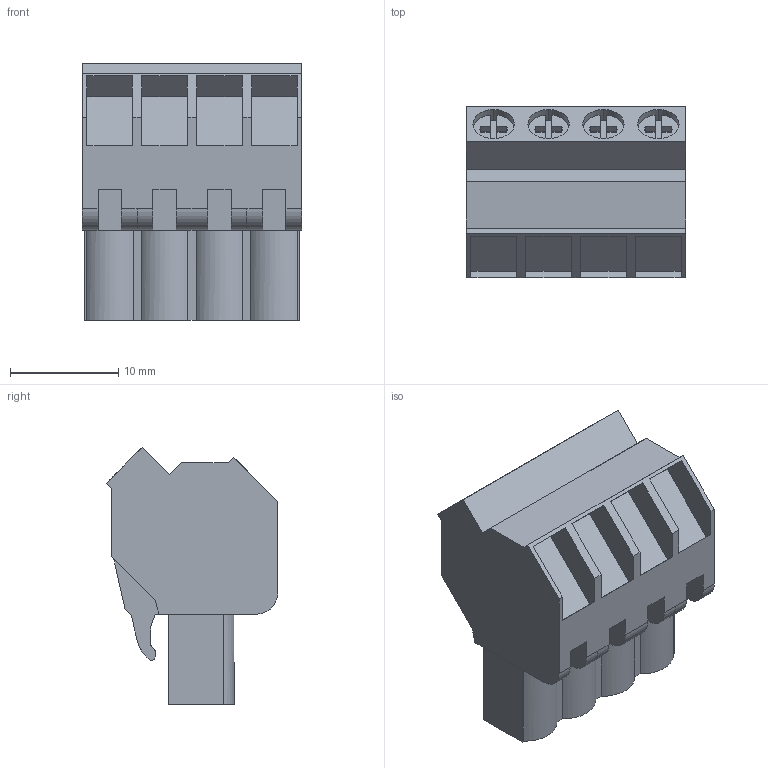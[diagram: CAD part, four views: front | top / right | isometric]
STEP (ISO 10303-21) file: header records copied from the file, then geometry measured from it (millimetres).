
FILE_DESCRIPTION(('CATIA V5 STEP Exchange','CAx-IF Rec.Pracs.--- Model Styling and Organization---1.2---2011-12-15'),'2;1');
FILE_NAME ('D1460079_0_1946580000_1946580000.stp','2017-09-23T15:29:44+00:00',('none'),('Weidmueller'),'CATIA Version 5-6 Release 2014','CATIA V5 STEP AP214','none');
FILE_SCHEMA(('AUTOMOTIVE_DESIGN { 1 0 10303 214 1 1 1 1 }'));
Length unit declared in the file: millimetre
Products named in the file (1): 1946580000
Bounding box: 20.32 x 15.88 x 23.77 mm (x, y, z)
Volume: 4389.1 mm3; surface area: 2755.6 mm2
Topology: 5 solids, 5 shells, 248 faces, 703 edges, 474 vertices
Faces by surface type: plane 197, cylinder 47, extrusion 4
Entity records: 7665 total; most frequent: CARTESIAN_POINT 1483, ORIENTED_EDGE 1406, DIRECTION 1039, EDGE_CURVE 703, VECTOR 591, LINE 587, VERTEX_POINT 474, AXIS2_PLACEMENT_3D 277
